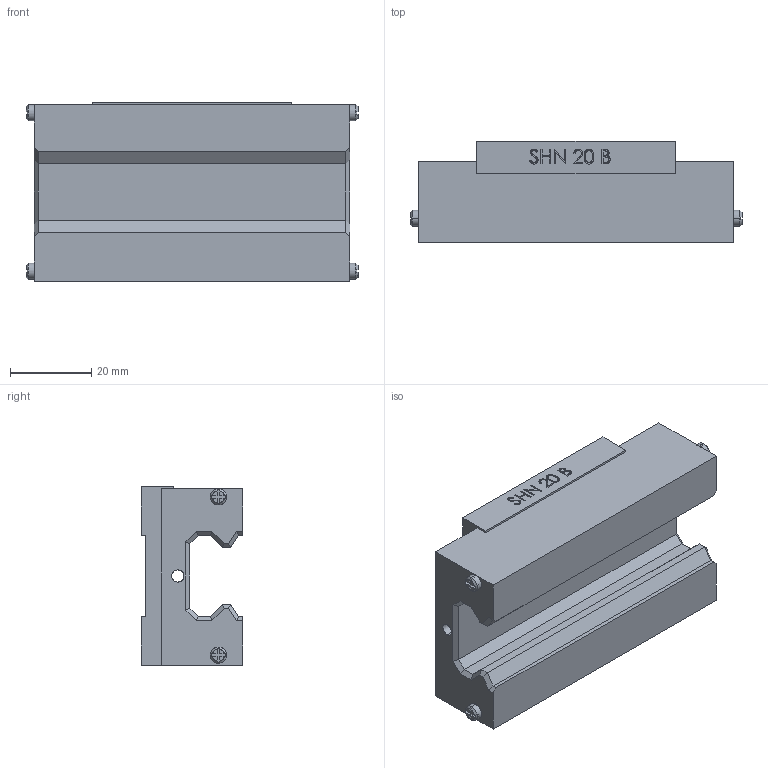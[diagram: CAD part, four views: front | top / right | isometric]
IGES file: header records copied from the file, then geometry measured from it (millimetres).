
Start section: SolidWorks IGES file using analytic representation for surfaces
Global section: file name: SHN 20 B.IGS; native system: SolidWorks 2012; preprocessor: SolidWorks 2012; author: toshiba; date: 120408.193437; units: millimetre
Bounding box: 81.8 x 25 x 44 mm (x, y, z)
Surface area: 16488.4 mm2 (no closed solid volume)
Topology: 0 solids, 0 shells, 496 faces, 6522 edges, 6520 vertices
Faces by surface type: bspline 390, revolution 106
